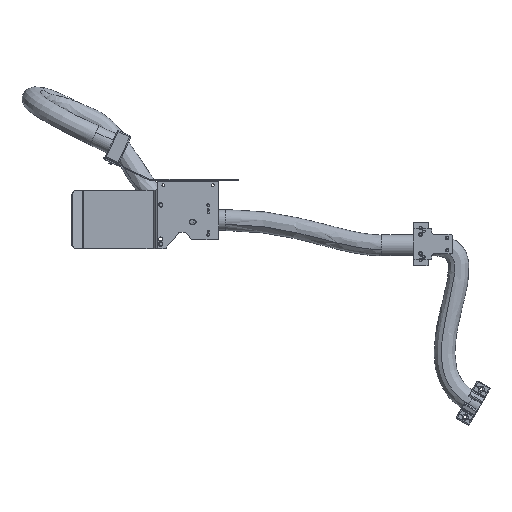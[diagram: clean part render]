
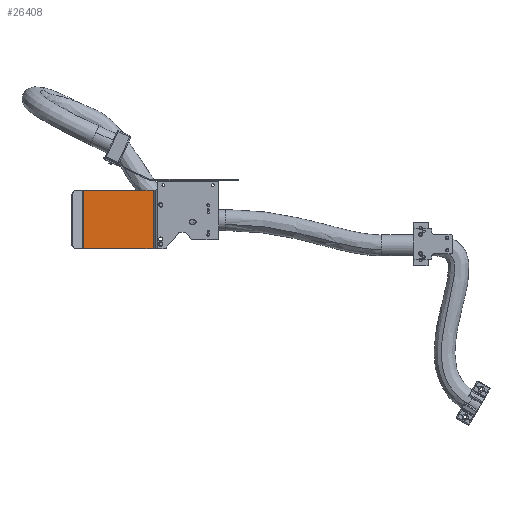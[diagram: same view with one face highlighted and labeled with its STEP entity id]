
A CAD part, front view. The second image highlights one B-rep face of the part: STEP entity #26408.
In plain terms, the highlighted planar face has unit normal (0, -1, 0).
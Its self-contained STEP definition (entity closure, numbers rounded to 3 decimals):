
#7429 = CARTESIAN_POINT ( 'NONE',  ( 118.757, 113., 1520. ) ) ;
#8006 = DIRECTION ( 'NONE',  ( 0., 0., -1. ) ) ;
#8704 = DIRECTION ( 'NONE',  ( 0., 0., -1. ) ) ;
#9710 = LINE ( 'NONE', #26302, #81045 ) ;
#12974 = VECTOR ( 'NONE', #8006, 1000. ) ;
#15410 = AXIS2_PLACEMENT_3D ( 'NONE', #108079, #55449, #39455 ) ;
#18971 = CARTESIAN_POINT ( 'NONE',  ( 118.757, 113., 1520. ) ) ;
#21741 = CARTESIAN_POINT ( 'NONE',  ( 261.41, 113., 1400. ) ) ;
#22840 = VERTEX_POINT ( 'NONE', #7429 ) ;
#22951 = DIRECTION ( 'NONE',  ( -1., 0., 0. ) ) ;
#24587 = CARTESIAN_POINT ( 'NONE',  ( 261.41, 113., 1520. ) ) ;
#26302 = CARTESIAN_POINT ( 'NONE',  ( 261.41, 113., 1520. ) ) ;
#26408 = ADVANCED_FACE ( 'NONE', ( #48576 ), #29185, .T. ) ;
#29185 = PLANE ( 'NONE',  #15410 ) ;
#30304 = VERTEX_POINT ( 'NONE', #63613 ) ;
#30387 = CARTESIAN_POINT ( 'NONE',  ( 261.41, 113., 1400. ) ) ;
#32315 = EDGE_CURVE ( 'NONE', #22840, #30304, #43008, .T. ) ;
#37842 = ORIENTED_EDGE ( 'NONE', *, *, #49898, .F. ) ;
#39455 = DIRECTION ( 'NONE',  ( 1., 0., 0. ) ) ;
#43008 = LINE ( 'NONE', #18971, #79845 ) ;
#48401 = CARTESIAN_POINT ( 'NONE',  ( 261.41, 113., 1520. ) ) ;
#48576 = FACE_OUTER_BOUND ( 'NONE', #60583, .T. ) ;
#49898 = EDGE_CURVE ( 'NONE', #92535, #30304, #73816, .T. ) ;
#54726 = VECTOR ( 'NONE', #22951, 1000. ) ;
#55449 = DIRECTION ( 'NONE',  ( 0., -1., 0. ) ) ;
#56759 = LINE ( 'NONE', #24587, #12974 ) ;
#57653 = ORIENTED_EDGE ( 'NONE', *, *, #77842, .F. ) ;
#60583 = EDGE_LOOP ( 'NONE', ( #37842, #57653, #69471, #84243 ) ) ;
#63613 = CARTESIAN_POINT ( 'NONE',  ( 118.757, 113., 1400. ) ) ;
#69471 = ORIENTED_EDGE ( 'NONE', *, *, #110579, .T. ) ;
#73816 = LINE ( 'NONE', #30387, #54726 ) ;
#77842 = EDGE_CURVE ( 'NONE', #88034, #92535, #56759, .T. ) ;
#79845 = VECTOR ( 'NONE', #8704, 1000. ) ;
#81045 = VECTOR ( 'NONE', #96598, 1000. ) ;
#84243 = ORIENTED_EDGE ( 'NONE', *, *, #32315, .T. ) ;
#88034 = VERTEX_POINT ( 'NONE', #48401 ) ;
#92535 = VERTEX_POINT ( 'NONE', #21741 ) ;
#96598 = DIRECTION ( 'NONE',  ( -1., 0., 0. ) ) ;
#108079 = CARTESIAN_POINT ( 'NONE',  ( 261.41, 113., 1520. ) ) ;
#110579 = EDGE_CURVE ( 'NONE', #88034, #22840, #9710, .T. ) ;
